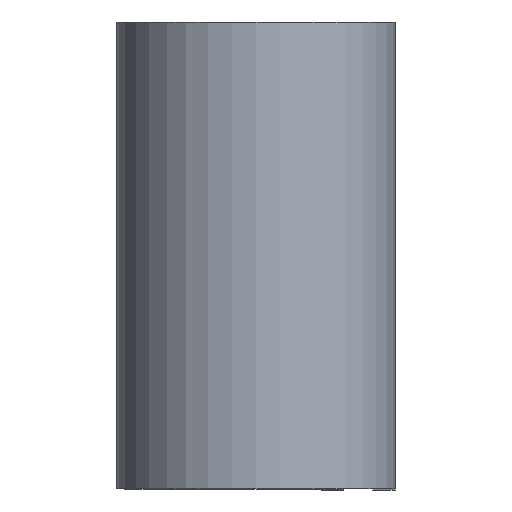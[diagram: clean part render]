
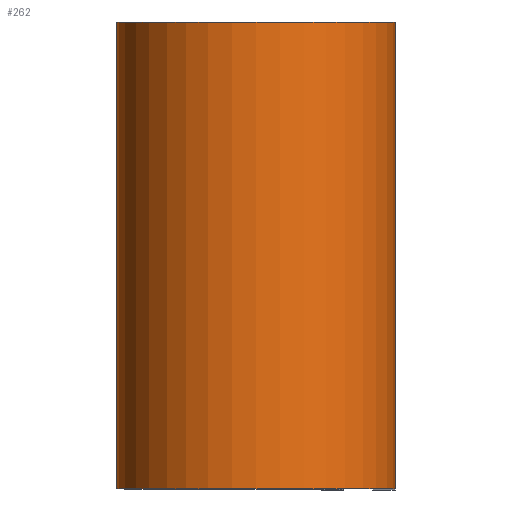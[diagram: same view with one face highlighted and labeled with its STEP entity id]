
A CAD part, top view. The second image highlights one B-rep face of the part: STEP entity #262.
In plain terms, the highlighted cylindrical face has radius 7.569 mm (diameter 15.138 mm), a partial arc.
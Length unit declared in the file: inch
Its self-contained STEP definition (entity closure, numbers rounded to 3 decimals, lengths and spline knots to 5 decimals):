
#12 = DIRECTION ( 'NONE',  ( 1., 0., 0. ) ) ;
#45 = FACE_OUTER_BOUND ( 'NONE', #321, .T. ) ;
#54 = VERTEX_POINT ( 'NONE', #583 ) ;
#75 = CYLINDRICAL_SURFACE ( 'NONE', #498, 0.298 ) ;
#117 = LINE ( 'NONE', #186, #267 ) ;
#131 = EDGE_CURVE ( 'NONE', #497, #402, #473, .T. ) ;
#173 = CARTESIAN_POINT ( 'NONE',  ( 0., -0.5, -0.298 ) ) ;
#177 = EDGE_CURVE ( 'NONE', #497, #54, #558, .T. ) ;
#186 = CARTESIAN_POINT ( 'NONE',  ( 0.298, 0.5, 0. ) ) ;
#192 = CARTESIAN_POINT ( 'NONE',  ( 0., 0.5, 0. ) ) ;
#195 = DIRECTION ( 'NONE',  ( 0., -1., 0. ) ) ;
#196 = DIRECTION ( 'NONE',  ( 0., 0., -1. ) ) ;
#201 = CARTESIAN_POINT ( 'NONE',  ( 0., 0.5, -0.298 ) ) ;
#246 = DIRECTION ( 'NONE',  ( 0., -1., 0. ) ) ;
#252 = ORIENTED_EDGE ( 'NONE', *, *, #562, .T. ) ;
#262 = ADVANCED_FACE ( 'NONE', ( #45 ), #75, .T. ) ;
#267 = VECTOR ( 'NONE', #584, 39.37008 ) ;
#279 = CARTESIAN_POINT ( 'NONE',  ( 0., 0.5, -0.298 ) ) ;
#321 = EDGE_LOOP ( 'NONE', ( #252, #386, #433, #622 ) ) ;
#343 = CARTESIAN_POINT ( 'NONE',  ( 0.298, -0.5, 0. ) ) ;
#386 = ORIENTED_EDGE ( 'NONE', *, *, #388, .F. ) ;
#388 = EDGE_CURVE ( 'NONE', #54, #588, #117, .T. ) ;
#396 = DIRECTION ( 'NONE',  ( 1., 0., 0. ) ) ;
#402 = VERTEX_POINT ( 'NONE', #173 ) ;
#422 = DIRECTION ( 'NONE',  ( 0., 1., 0. ) ) ;
#433 = ORIENTED_EDGE ( 'NONE', *, *, #177, .F. ) ;
#441 = CARTESIAN_POINT ( 'NONE',  ( 0., -0.5, 0. ) ) ;
#459 = AXIS2_PLACEMENT_3D ( 'NONE', #441, #422, #396 ) ;
#473 = LINE ( 'NONE', #201, #529 ) ;
#497 = VERTEX_POINT ( 'NONE', #279 ) ;
#498 = AXIS2_PLACEMENT_3D ( 'NONE', #192, #246, #196 ) ;
#529 = VECTOR ( 'NONE', #195, 39.37008 ) ;
#558 = CIRCLE ( 'NONE', #625, 0.298 ) ;
#562 = EDGE_CURVE ( 'NONE', #402, #588, #580, .T. ) ;
#580 = CIRCLE ( 'NONE', #459, 0.298 ) ;
#583 = CARTESIAN_POINT ( 'NONE',  ( 0.298, 0.5, 0. ) ) ;
#584 = DIRECTION ( 'NONE',  ( 0., -1., 0. ) ) ;
#588 = VERTEX_POINT ( 'NONE', #343 ) ;
#602 = CARTESIAN_POINT ( 'NONE',  ( 0., 0.5, 0. ) ) ;
#604 = DIRECTION ( 'NONE',  ( 0., 1., 0. ) ) ;
#622 = ORIENTED_EDGE ( 'NONE', *, *, #131, .T. ) ;
#625 = AXIS2_PLACEMENT_3D ( 'NONE', #602, #604, #12 ) ;
